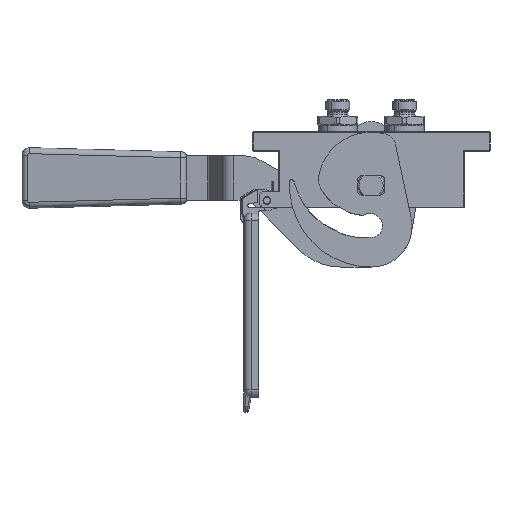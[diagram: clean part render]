
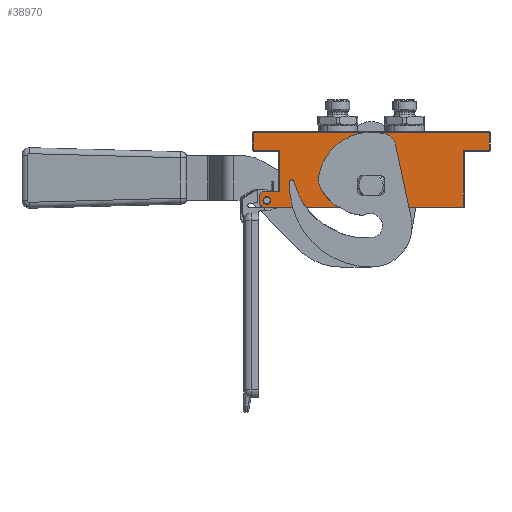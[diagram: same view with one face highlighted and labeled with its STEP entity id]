
A CAD part, front view. The second image highlights one B-rep face of the part: STEP entity #38970.
In plain terms, the highlighted planar face has unit normal (0, -1, 0).
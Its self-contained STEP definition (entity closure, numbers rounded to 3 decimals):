
#2232 = CARTESIAN_POINT ( 'NONE',  ( -79.5, 0., -0.5 ) ) ;
#3085 = VERTEX_POINT ( 'NONE', #88103 ) ;
#3086 = CARTESIAN_POINT ( 'NONE',  ( 79.5, 0., -0.5 ) ) ;
#3114 = EDGE_CURVE ( 'NONE', #75056, #3085, #33170, .T. ) ;
#3365 = EDGE_LOOP ( 'NONE', ( #70321, #23741 ) ) ;
#4057 = DIRECTION ( 'NONE',  ( 0., 0., -1. ) ) ;
#4170 = DIRECTION ( 'NONE',  ( 0., 0., 1. ) ) ;
#4321 = ORIENTED_EDGE ( 'NONE', *, *, #65577, .F. ) ;
#4331 = DIRECTION ( 'NONE',  ( 1., 0., 0. ) ) ;
#4579 = VECTOR ( 'NONE', #82245, 1000. ) ;
#4689 = EDGE_CURVE ( 'NONE', #35725, #30512, #42852, .T. ) ;
#6813 = VECTOR ( 'NONE', #71632, 1000. ) ;
#7694 = EDGE_CURVE ( 'NONE', #73468, #29695, #34270, .T. ) ;
#9102 = LINE ( 'NONE', #12394, #25621 ) ;
#9225 = ORIENTED_EDGE ( 'NONE', *, *, #44409, .T. ) ;
#9350 = VECTOR ( 'NONE', #4057, 1000. ) ;
#9444 = EDGE_CURVE ( 'NONE', #45816, #53554, #36222, .T. ) ;
#9484 = CARTESIAN_POINT ( 'NONE',  ( -70.3, 0., -46.3 ) ) ;
#9741 = CARTESIAN_POINT ( 'NONE',  ( 79.5, 0., -0.5 ) ) ;
#10232 = CARTESIAN_POINT ( 'NONE',  ( -72.85, 0., -46.3 ) ) ;
#10923 = ORIENTED_EDGE ( 'NONE', *, *, #3114, .T. ) ;
#11992 = EDGE_CURVE ( 'NONE', #30512, #35725, #85210, .T. ) ;
#12348 = ORIENTED_EDGE ( 'NONE', *, *, #4689, .T. ) ;
#12394 = CARTESIAN_POINT ( 'NONE',  ( -73.293, 0., -50.8 ) ) ;
#14293 = VERTEX_POINT ( 'NONE', #85421 ) ;
#16049 = DIRECTION ( 'NONE',  ( -1., 0., 0. ) ) ;
#18034 = CARTESIAN_POINT ( 'NONE',  ( -62., 0., -40.5 ) ) ;
#18087 = EDGE_CURVE ( 'NONE', #78011, #36245, #35330, .T. ) ;
#18302 = ORIENTED_EDGE ( 'NONE', *, *, #9444, .T. ) ;
#18592 = AXIS2_PLACEMENT_3D ( 'NONE', #9484, #85614, #43592 ) ;
#18994 = CARTESIAN_POINT ( 'NONE',  ( -67.75, 0., -46.3 ) ) ;
#19615 = CARTESIAN_POINT ( 'NONE',  ( -73.293, 0., -50.8 ) ) ;
#20568 = DIRECTION ( 'NONE',  ( 0., 0., -1. ) ) ;
#21722 = CARTESIAN_POINT ( 'NONE',  ( 79.5, 0., -12.5 ) ) ;
#23177 = EDGE_CURVE ( 'NONE', #3085, #79638, #69721, .T. ) ;
#23647 = VECTOR ( 'NONE', #16049, 1000. ) ;
#23741 = ORIENTED_EDGE ( 'NONE', *, *, #55422, .F. ) ;
#24044 = ORIENTED_EDGE ( 'NONE', *, *, #71011, .F. ) ;
#24719 = EDGE_CURVE ( 'NONE', #53554, #73468, #82062, .T. ) ;
#24819 = DIRECTION ( 'NONE',  ( 0., 1., 0. ) ) ;
#25621 = VECTOR ( 'NONE', #75856, 1000. ) ;
#26398 = FACE_BOUND ( 'NONE', #63028, .T. ) ;
#26437 = DIRECTION ( 'NONE',  ( 0., 1., 0. ) ) ;
#27833 = DIRECTION ( 'NONE',  ( 1., 0., 0. ) ) ;
#29012 = AXIS2_PLACEMENT_3D ( 'NONE', #39358, #88362, #4331 ) ;
#29223 = CARTESIAN_POINT ( 'NONE',  ( -70.3, 0., -46.3 ) ) ;
#29561 = CARTESIAN_POINT ( 'NONE',  ( 62., 0., -50.8 ) ) ;
#29695 = VERTEX_POINT ( 'NONE', #9741 ) ;
#30512 = VERTEX_POINT ( 'NONE', #82898 ) ;
#31730 = PLANE ( 'NONE',  #29012 ) ;
#33024 = AXIS2_PLACEMENT_3D ( 'NONE', #67367, #24819, #4170 ) ;
#33170 = LINE ( 'NONE', #53784, #4579 ) ;
#34075 = CARTESIAN_POINT ( 'NONE',  ( -79.5, 0., -12.5 ) ) ;
#34270 = LINE ( 'NONE', #21722, #6813 ) ;
#34448 = VECTOR ( 'NONE', #87900, 1000. ) ;
#35330 = CIRCLE ( 'NONE', #86092, 2.55 ) ;
#35557 = CARTESIAN_POINT ( 'NONE',  ( 62., 0., -50.8 ) ) ;
#35725 = VERTEX_POINT ( 'NONE', #38493 ) ;
#36222 = LINE ( 'NONE', #35557, #63603 ) ;
#36245 = VERTEX_POINT ( 'NONE', #18994 ) ;
#36935 = EDGE_CURVE ( 'NONE', #62211, #45816, #9102, .T. ) ;
#37063 = ORIENTED_EDGE ( 'NONE', *, *, #36935, .T. ) ;
#37360 = CARTESIAN_POINT ( 'NONE',  ( -75., 0., -42.207 ) ) ;
#38493 = CARTESIAN_POINT ( 'NONE',  ( 0., 0., -24.8 ) ) ;
#38807 = CARTESIAN_POINT ( 'NONE',  ( -62., 0., -12.5 ) ) ;
#38970 = ADVANCED_FACE ( 'NONE', ( #69117, #26398, #77948 ), #31730, .F. ) ;
#39358 = CARTESIAN_POINT ( 'NONE',  ( 0., 0., 0. ) ) ;
#40501 = LINE ( 'NONE', #68760, #51420 ) ;
#40654 = CARTESIAN_POINT ( 'NONE',  ( -62., 0., -40.5 ) ) ;
#42852 = CIRCLE ( 'NONE', #33024, 11.3 ) ;
#43592 = DIRECTION ( 'NONE',  ( 1., 0., 0. ) ) ;
#44409 = EDGE_CURVE ( 'NONE', #14293, #67893, #60162, .T. ) ;
#45444 = CARTESIAN_POINT ( 'NONE',  ( 79.5, 0., -12.5 ) ) ;
#45816 = VERTEX_POINT ( 'NONE', #29561 ) ;
#46326 = LINE ( 'NONE', #37360, #73761 ) ;
#48358 = CARTESIAN_POINT ( 'NONE',  ( -75., 0., -49.093 ) ) ;
#50772 = ORIENTED_EDGE ( 'NONE', *, *, #66915, .T. ) ;
#51420 = VECTOR ( 'NONE', #90777, 1000. ) ;
#52477 = VECTOR ( 'NONE', #27833, 1000. ) ;
#52990 = CIRCLE ( 'NONE', #18592, 2.55 ) ;
#53458 = CARTESIAN_POINT ( 'NONE',  ( 62., 0., -12.5 ) ) ;
#53554 = VERTEX_POINT ( 'NONE', #53458 ) ;
#53784 = CARTESIAN_POINT ( 'NONE',  ( -79.5, 0., -12.5 ) ) ;
#54550 = VECTOR ( 'NONE', #20568, 1000. ) ;
#54826 = ORIENTED_EDGE ( 'NONE', *, *, #60817, .T. ) ;
#55191 = DIRECTION ( 'NONE',  ( 0., 0., 1. ) ) ;
#55422 = EDGE_CURVE ( 'NONE', #36245, #78011, #52990, .T. ) ;
#60162 = LINE ( 'NONE', #69901, #87619 ) ;
#60817 = EDGE_CURVE ( 'NONE', #29695, #82858, #89351, .T. ) ;
#62211 = VERTEX_POINT ( 'NONE', #19615 ) ;
#63028 = EDGE_LOOP ( 'NONE', ( #12348, #73107 ) ) ;
#63603 = VECTOR ( 'NONE', #55191, 1000. ) ;
#63767 = DIRECTION ( 'NONE',  ( 0., -1., 0. ) ) ;
#65069 = VERTEX_POINT ( 'NONE', #70825 ) ;
#65141 = ORIENTED_EDGE ( 'NONE', *, *, #77227, .T. ) ;
#65577 = EDGE_CURVE ( 'NONE', #62211, #67893, #40501, .T. ) ;
#66271 = AXIS2_PLACEMENT_3D ( 'NONE', #68104, #26437, #67210 ) ;
#66915 = EDGE_CURVE ( 'NONE', #82858, #75056, #73219, .T. ) ;
#67210 = DIRECTION ( 'NONE',  ( 0., 0., -1. ) ) ;
#67302 = DIRECTION ( 'NONE',  ( 0.707, 0., 0.707 ) ) ;
#67367 = CARTESIAN_POINT ( 'NONE',  ( 0., 0., -36.1 ) ) ;
#67893 = VERTEX_POINT ( 'NONE', #48358 ) ;
#68104 = CARTESIAN_POINT ( 'NONE',  ( 0., 0., -36.1 ) ) ;
#68760 = CARTESIAN_POINT ( 'NONE',  ( -73.293, 0., -50.8 ) ) ;
#69117 = FACE_OUTER_BOUND ( 'NONE', #84969, .T. ) ;
#69721 = LINE ( 'NONE', #38807, #9350 ) ;
#69901 = CARTESIAN_POINT ( 'NONE',  ( -75., 0., -42.207 ) ) ;
#70321 = ORIENTED_EDGE ( 'NONE', *, *, #18087, .F. ) ;
#70825 = CARTESIAN_POINT ( 'NONE',  ( -73.293, 0., -40.5 ) ) ;
#71011 = EDGE_CURVE ( 'NONE', #14293, #65069, #46326, .T. ) ;
#71632 = DIRECTION ( 'NONE',  ( 0., 0., 1. ) ) ;
#73107 = ORIENTED_EDGE ( 'NONE', *, *, #11992, .T. ) ;
#73219 = LINE ( 'NONE', #90070, #54550 ) ;
#73468 = VERTEX_POINT ( 'NONE', #45444 ) ;
#73761 = VECTOR ( 'NONE', #67302, 1000. ) ;
#75056 = VERTEX_POINT ( 'NONE', #34075 ) ;
#75856 = DIRECTION ( 'NONE',  ( 1., 0., 0. ) ) ;
#76359 = ORIENTED_EDGE ( 'NONE', *, *, #7694, .T. ) ;
#76962 = DIRECTION ( 'NONE',  ( 0., 0., -1. ) ) ;
#77227 = EDGE_CURVE ( 'NONE', #79638, #65069, #83790, .T. ) ;
#77597 = DIRECTION ( 'NONE',  ( -1., 0., 0. ) ) ;
#77948 = FACE_BOUND ( 'NONE', #3365, .T. ) ;
#78011 = VERTEX_POINT ( 'NONE', #10232 ) ;
#79638 = VERTEX_POINT ( 'NONE', #40654 ) ;
#82062 = LINE ( 'NONE', #90284, #52477 ) ;
#82245 = DIRECTION ( 'NONE',  ( 1., 0., 0. ) ) ;
#82818 = ORIENTED_EDGE ( 'NONE', *, *, #23177, .T. ) ;
#82858 = VERTEX_POINT ( 'NONE', #2232 ) ;
#82898 = CARTESIAN_POINT ( 'NONE',  ( 0., 0., -47.4 ) ) ;
#83790 = LINE ( 'NONE', #18034, #34448 ) ;
#84969 = EDGE_LOOP ( 'NONE', ( #10923, #82818, #65141, #24044, #9225, #4321, #37063, #18302, #90686, #76359, #54826, #50772 ) ) ;
#85210 = CIRCLE ( 'NONE', #66271, 11.3 ) ;
#85421 = CARTESIAN_POINT ( 'NONE',  ( -75., 0., -42.207 ) ) ;
#85614 = DIRECTION ( 'NONE',  ( 0., -1., 0. ) ) ;
#86092 = AXIS2_PLACEMENT_3D ( 'NONE', #29223, #63767, #77597 ) ;
#87619 = VECTOR ( 'NONE', #76962, 1000. ) ;
#87900 = DIRECTION ( 'NONE',  ( -1., 0., 0. ) ) ;
#88103 = CARTESIAN_POINT ( 'NONE',  ( -62., 0., -12.5 ) ) ;
#88362 = DIRECTION ( 'NONE',  ( 0., 1., 0. ) ) ;
#89351 = LINE ( 'NONE', #3086, #23647 ) ;
#90070 = CARTESIAN_POINT ( 'NONE',  ( -79.5, 0., -0.5 ) ) ;
#90284 = CARTESIAN_POINT ( 'NONE',  ( 62., 0., -12.5 ) ) ;
#90686 = ORIENTED_EDGE ( 'NONE', *, *, #24719, .T. ) ;
#90777 = DIRECTION ( 'NONE',  ( -0.707, 0., 0.707 ) ) ;
